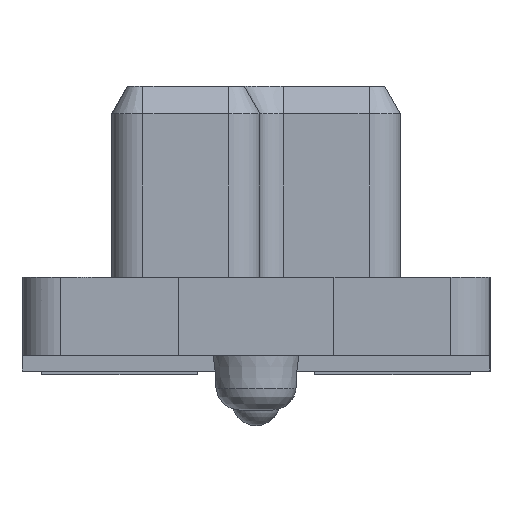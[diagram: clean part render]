
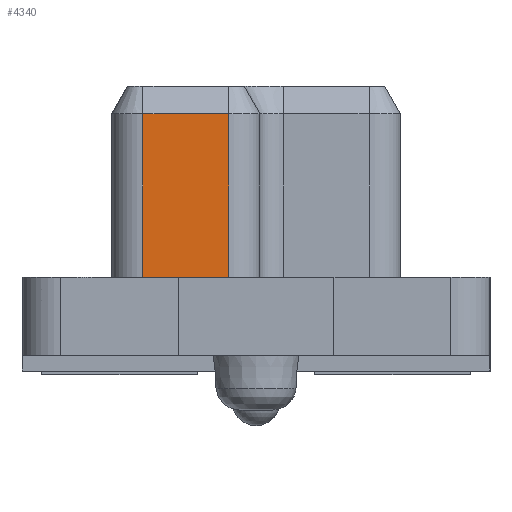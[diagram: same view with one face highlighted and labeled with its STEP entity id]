
A CAD part, left-side view. The second image highlights one B-rep face of the part: STEP entity #4340.
In plain terms, the highlighted planar face has unit normal (-1, 0, 0).
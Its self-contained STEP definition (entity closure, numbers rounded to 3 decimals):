
#317=FACE_OUTER_BOUND('',#565,.T.);
#565=EDGE_LOOP('',(#3637,#3638,#3639,#3640));
#997=LINE('',#6644,#1552);
#1074=LINE('',#6810,#1629);
#1091=LINE('',#6849,#1646);
#1092=LINE('',#6851,#1647);
#1552=VECTOR('',#5407,1.1);
#1629=VECTOR('',#5564,1.1);
#1646=VECTOR('',#5593,2.1);
#1647=VECTOR('',#5596,2.1);
#2010=VERTEX_POINT('',#6639);
#2011=VERTEX_POINT('',#6643);
#2059=VERTEX_POINT('',#6807);
#2060=VERTEX_POINT('',#6809);
#2521=EDGE_CURVE('',#2011,#2010,#997,.T.);
#2604=EDGE_CURVE('',#2060,#2059,#1074,.T.);
#2625=EDGE_CURVE('',#2059,#2011,#1091,.T.);
#2626=EDGE_CURVE('',#2010,#2060,#1092,.T.);
#3637=ORIENTED_EDGE('',*,*,#2626,.T.);
#3638=ORIENTED_EDGE('',*,*,#2604,.T.);
#3639=ORIENTED_EDGE('',*,*,#2625,.T.);
#3640=ORIENTED_EDGE('',*,*,#2521,.T.);
#4109=PLANE('',#4632);
#4340=ADVANCED_FACE('',(#317),#4109,.T.);
#4632=AXIS2_PLACEMENT_3D('',#6850,#5594,#5595);
#5407=DIRECTION('',(0.,1.,0.));
#5564=DIRECTION('',(0.,-1.,0.));
#5593=DIRECTION('',(0.,0.,1.));
#5594=DIRECTION('center_axis',(-1.,0.,0.));
#5595=DIRECTION('ref_axis',(0.,-1.,0.));
#5596=DIRECTION('',(0.,0.,-1.));
#6639=CARTESIAN_POINT('',(-30.075,1.45,3.35));
#6643=CARTESIAN_POINT('',(-30.075,0.35,3.35));
#6644=CARTESIAN_POINT('',(-30.075,0.35,3.35));
#6807=CARTESIAN_POINT('',(-30.075,0.35,1.25));
#6809=CARTESIAN_POINT('',(-30.075,1.45,1.25));
#6810=CARTESIAN_POINT('',(-30.075,1.45,1.25));
#6849=CARTESIAN_POINT('',(-30.075,0.35,1.25));
#6850=CARTESIAN_POINT('Origin',(-30.075,0.9,2.3));
#6851=CARTESIAN_POINT('',(-30.075,1.45,3.35));
